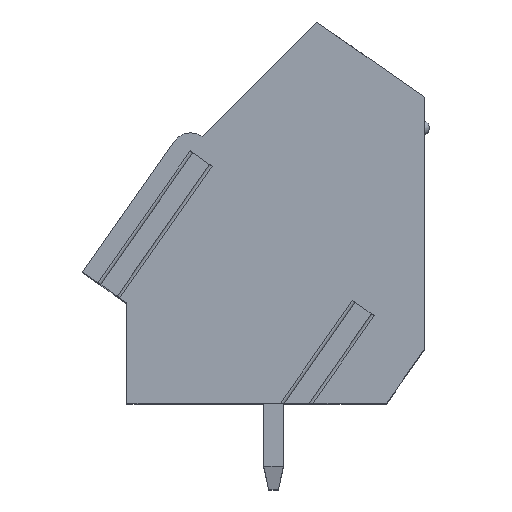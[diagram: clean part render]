
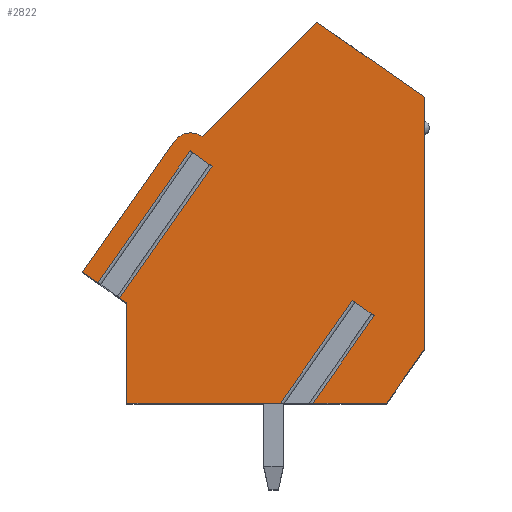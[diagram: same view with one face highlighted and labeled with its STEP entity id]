
A CAD part, top view. The second image highlights one B-rep face of the part: STEP entity #2822.
In plain terms, the highlighted planar face has unit normal (0, 0, 1).
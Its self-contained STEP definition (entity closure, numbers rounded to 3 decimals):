
#14=DIRECTION('',(-0.819,0.574,0.));
#15=VECTOR('',#14,1.085);
#16=CARTESIAN_POINT('',(4.498,-3.239,17.78));
#17=LINE('',#16,#15);
#18=DIRECTION('',(-0.574,-0.819,0.));
#19=VECTOR('',#18,5.115);
#20=CARTESIAN_POINT('',(3.61,-2.616,17.78));
#21=LINE('',#20,#19);
#22=DIRECTION('',(1.,0.,0.));
#23=VECTOR('',#22,6.246);
#24=CARTESIAN_POINT('',(-5.57,-6.807,17.78));
#25=LINE('',#24,#23);
#26=DIRECTION('',(0.,-1.,0.));
#27=VECTOR('',#26,4.087);
#28=CARTESIAN_POINT('',(-5.57,-2.72,17.78));
#29=LINE('',#28,#27);
#30=DIRECTION('',(0.819,-0.574,0.));
#31=VECTOR('',#30,0.355);
#32=CARTESIAN_POINT('',(-5.861,-2.516,17.78));
#33=LINE('',#32,#31);
#34=DIRECTION('',(-0.574,-0.819,0.));
#35=VECTOR('',#34,6.55);
#36=CARTESIAN_POINT('',(-2.104,2.849,17.78));
#37=LINE('',#36,#35);
#38=DIRECTION('',(-0.819,0.574,0.));
#39=VECTOR('',#38,1.085);
#40=CARTESIAN_POINT('',(-2.104,2.849,17.78));
#41=LINE('',#40,#39);
#42=DIRECTION('',(-0.574,-0.819,0.));
#43=VECTOR('',#42,6.55);
#44=CARTESIAN_POINT('',(-2.993,3.471,17.78));
#45=LINE('',#44,#43);
#46=DIRECTION('',(0.819,-0.574,0.));
#47=VECTOR('',#46,0.757);
#48=CARTESIAN_POINT('',(-7.37,-1.46,17.78));
#49=LINE('',#48,#47);
#50=DIRECTION('',(-0.574,-0.819,0.));
#51=VECTOR('',#50,6.486);
#52=CARTESIAN_POINT('',(-3.65,3.853,17.78));
#53=LINE('',#52,#51);
#54=CARTESIAN_POINT('',(-2.986,3.406,17.78));
#55=DIRECTION('',(0.,0.,1.));
#56=DIRECTION('',(0.598,0.802,0.));
#57=AXIS2_PLACEMENT_3D('',#54,#55,#56);
#59=DIRECTION('',(-0.707,-0.707,0.));
#60=VECTOR('',#59,6.609);
#61=CARTESIAN_POINT('',(2.165,8.721,17.78));
#62=LINE('',#61,#60);
#63=DIRECTION('',(-0.819,0.574,0.));
#64=VECTOR('',#63,5.329);
#65=CARTESIAN_POINT('',(6.53,5.664,17.78));
#66=LINE('',#65,#64);
#67=DIRECTION('',(0.,1.,0.));
#68=VECTOR('',#67,10.286);
#69=CARTESIAN_POINT('',(6.53,-4.622,17.78));
#70=LINE('',#69,#68);
#71=DIRECTION('',(0.574,0.819,0.));
#72=VECTOR('',#71,2.667);
#73=CARTESIAN_POINT('',(5.,-6.807,17.78));
#74=LINE('',#73,#72);
#75=DIRECTION('',(1.,0.,0.));
#76=VECTOR('',#75,3.);
#77=CARTESIAN_POINT('',(2.,-6.807,17.78));
#78=LINE('',#77,#76);
#79=DIRECTION('',(-0.574,-0.819,0.));
#80=VECTOR('',#79,4.355);
#81=CARTESIAN_POINT('',(4.498,-3.239,17.78));
#82=LINE('',#81,#80);
#2188=CARTESIAN_POINT('',(-2.508,4.048,17.78));
#2189=CARTESIAN_POINT('',(-3.65,3.853,17.78));
#2190=VERTEX_POINT('',#2188);
#2191=VERTEX_POINT('',#2189);
#2192=CARTESIAN_POINT('',(-7.37,-1.46,17.78));
#2193=VERTEX_POINT('',#2192);
#2194=CARTESIAN_POINT('',(-5.57,-2.72,17.78));
#2195=CARTESIAN_POINT('',(-5.57,-6.807,17.78));
#2196=VERTEX_POINT('',#2194);
#2197=VERTEX_POINT('',#2195);
#2198=CARTESIAN_POINT('',(5.,-6.807,17.78));
#2199=CARTESIAN_POINT('',(6.53,-4.622,17.78));
#2200=VERTEX_POINT('',#2198);
#2201=VERTEX_POINT('',#2199);
#2202=CARTESIAN_POINT('',(6.53,5.664,17.78));
#2203=VERTEX_POINT('',#2202);
#2204=CARTESIAN_POINT('',(2.165,8.721,17.78));
#2205=VERTEX_POINT('',#2204);
#2332=CARTESIAN_POINT('',(-2.104,2.849,17.78));
#2333=CARTESIAN_POINT('',(-2.993,3.471,17.78));
#2334=VERTEX_POINT('',#2332);
#2335=VERTEX_POINT('',#2333);
#2336=CARTESIAN_POINT('',(-5.861,-2.516,
17.78));
#2337=VERTEX_POINT('',#2336);
#2338=CARTESIAN_POINT('',(-6.75,-1.894,
17.78));
#2339=VERTEX_POINT('',#2338);
#2387=CARTESIAN_POINT('',(4.498,-3.239,17.78));
#2388=CARTESIAN_POINT('',(3.61,-2.616,17.78));
#2389=VERTEX_POINT('',#2387);
#2390=VERTEX_POINT('',#2388);
#2391=CARTESIAN_POINT('',(2.,-6.807,17.78));
#2392=VERTEX_POINT('',#2391);
#2393=CARTESIAN_POINT('',(0.676,-6.807,17.78));
#2394=VERTEX_POINT('',#2393);
#2781=CARTESIAN_POINT('',(0.,0.,17.78));
#2782=DIRECTION('',(0.,0.,1.));
#2783=DIRECTION('',(1.,0.,0.));
#2784=AXIS2_PLACEMENT_3D('',#2781,#2782,#2783);
#2785=PLANE('',#2784);
#2787=ORIENTED_EDGE('',*,*,#2786,.T.);
#2789=ORIENTED_EDGE('',*,*,#2788,.T.);
#2791=ORIENTED_EDGE('',*,*,#2790,.F.);
#2793=ORIENTED_EDGE('',*,*,#2792,.F.);
#2795=ORIENTED_EDGE('',*,*,#2794,.F.);
#2797=ORIENTED_EDGE('',*,*,#2796,.F.);
#2799=ORIENTED_EDGE('',*,*,#2798,.T.);
#2801=ORIENTED_EDGE('',*,*,#2800,.T.);
#2803=ORIENTED_EDGE('',*,*,#2802,.F.);
#2805=ORIENTED_EDGE('',*,*,#2804,.F.);
#2807=ORIENTED_EDGE('',*,*,#2806,.F.);
#2809=ORIENTED_EDGE('',*,*,#2808,.F.);
#2811=ORIENTED_EDGE('',*,*,#2810,.F.);
#2813=ORIENTED_EDGE('',*,*,#2812,.F.);
#2815=ORIENTED_EDGE('',*,*,#2814,.F.);
#2817=ORIENTED_EDGE('',*,*,#2816,.F.);
#2819=ORIENTED_EDGE('',*,*,#2818,.F.);
#2820=EDGE_LOOP('',(#2787,#2789,#2791,#2793,#2795,#2797,#2799,#2801,#2803,#2805,
#2807,#2809,#2811,#2813,#2815,#2817,#2819));
#2821=FACE_OUTER_BOUND('',#2820,.F.);
#58=CIRCLE('',#57,0.8);
#2786=EDGE_CURVE('',#2389,#2390,#17,.T.);
#2788=EDGE_CURVE('',#2390,#2394,#21,.T.);
#2790=EDGE_CURVE('',#2197,#2394,#25,.T.);
#2792=EDGE_CURVE('',#2196,#2197,#29,.T.);
#2794=EDGE_CURVE('',#2337,#2196,#33,.T.);
#2796=EDGE_CURVE('',#2334,#2337,#37,.T.);
#2798=EDGE_CURVE('',#2334,#2335,#41,.T.);
#2800=EDGE_CURVE('',#2335,#2339,#45,.T.);
#2802=EDGE_CURVE('',#2193,#2339,#49,.T.);
#2804=EDGE_CURVE('',#2191,#2193,#53,.T.);
#2806=EDGE_CURVE('',#2190,#2191,#58,.T.);
#2808=EDGE_CURVE('',#2205,#2190,#62,.T.);
#2810=EDGE_CURVE('',#2203,#2205,#66,.T.);
#2812=EDGE_CURVE('',#2201,#2203,#70,.T.);
#2814=EDGE_CURVE('',#2200,#2201,#74,.T.);
#2816=EDGE_CURVE('',#2392,#2200,#78,.T.);
#2818=EDGE_CURVE('',#2389,#2392,#82,.T.);
#2822=ADVANCED_FACE('',(#2821),#2785,.T.);
